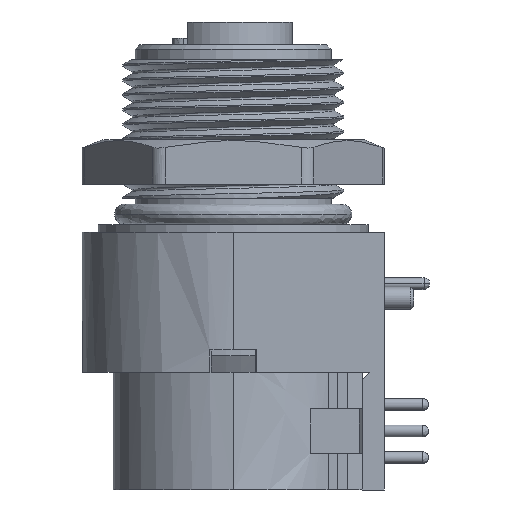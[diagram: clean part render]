
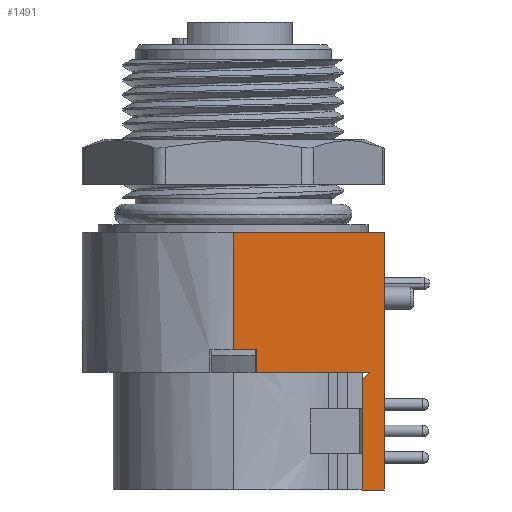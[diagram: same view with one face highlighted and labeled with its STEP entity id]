
A CAD part, left-side view. The second image highlights one B-rep face of the part: STEP entity #1491.
In plain terms, the highlighted free-form (B-spline) face has degree [1, 1] with [2, 2] control points.
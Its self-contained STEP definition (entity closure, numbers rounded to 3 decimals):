
#197 = CARTESIAN_POINT ( 'NONE',  ( -10.25, -1.6, -22.25 ) ) ;
#226 = CARTESIAN_POINT ( 'NONE',  ( -10.25, 0., -22.25 ) ) ;
#501 = LINE ( 'NONE', #8961, #6927 ) ;
#556 = DIRECTION ( 'NONE',  ( 0., 0., -1. ) ) ;
#985 = DIRECTION ( 'NONE',  ( 0., -0.707, 0.707 ) ) ;
#1211 = EDGE_LOOP ( 'NONE', ( #22527, #2958, #23322, #15653, #7512, #18391, #8021, #15410, #20494 ) ) ;
#1471 = VERTEX_POINT ( 'NONE', #226 ) ;
#1491 = ADVANCED_FACE ( 'NONE', ( #10632 ), #25800, .F. ) ;
#1690 = CARTESIAN_POINT ( 'NONE',  ( -10.25, -8.75, -24.25 ) ) ;
#1950 = DIRECTION ( 'NONE',  ( 0., 1., 0. ) ) ;
#1984 = VERTEX_POINT ( 'NONE', #15312 ) ;
#2069 = VECTOR ( 'NONE', #5685, 1000. ) ;
#2676 = CARTESIAN_POINT ( 'NONE',  ( -10.25, -10.25, -31.75 ) ) ;
#2958 = ORIENTED_EDGE ( 'NONE', *, *, #5084, .T. ) ;
#3749 = DIRECTION ( 'NONE',  ( 0., 1., 0. ) ) ;
#4034 = EDGE_CURVE ( 'NONE', #1984, #1471, #6659, .T. ) ;
#4299 = VECTOR ( 'NONE', #19949, 1000. ) ;
#4304 = LINE ( 'NONE', #12772, #6453 ) ;
#4352 = VERTEX_POINT ( 'NONE', #18482 ) ;
#4564 = CARTESIAN_POINT ( 'NONE',  ( -10.25, 0., -14.25 ) ) ;
#5084 = EDGE_CURVE ( 'NONE', #19608, #1984, #501, .T. ) ;
#5595 = EDGE_CURVE ( 'NONE', #26109, #14914, #7758, .T. ) ;
#5685 = DIRECTION ( 'NONE',  ( 0., 0., 1. ) ) ;
#5691 = EDGE_CURVE ( 'NONE', #4352, #21297, #25242, .T. ) ;
#5826 = LINE ( 'NONE', #22761, #27303 ) ;
#6453 = VECTOR ( 'NONE', #1950, 1000. ) ;
#6607 = EDGE_CURVE ( 'NONE', #14342, #4352, #19616, .T. ) ;
#6659 = LINE ( 'NONE', #4564, #13139 ) ;
#6866 = CARTESIAN_POINT ( 'NONE',  ( -10.25, -10.455, -13.9 ) ) ;
#6927 = VECTOR ( 'NONE', #27080, 1000. ) ;
#7512 = ORIENTED_EDGE ( 'NONE', *, *, #5691, .F. ) ;
#7758 = LINE ( 'NONE', #24697, #2069 ) ;
#8021 = ORIENTED_EDGE ( 'NONE', *, *, #20898, .F. ) ;
#8961 = CARTESIAN_POINT ( 'NONE',  ( -10.25, -10.25, -14.25 ) ) ;
#10520 = CARTESIAN_POINT ( 'NONE',  ( -10.25, -9.25, -23.75 ) ) ;
#10632 = FACE_OUTER_BOUND ( 'NONE', #1211, .T. ) ;
#10799 = CARTESIAN_POINT ( 'NONE',  ( -10.25, -1.6, -23.75 ) ) ;
#11017 = DIRECTION ( 'NONE',  ( 0., 1., 0. ) ) ;
#11776 = VECTOR ( 'NONE', #11017, 1000. ) ;
#11868 = EDGE_CURVE ( 'NONE', #21297, #1471, #4304, .T. ) ;
#12772 = CARTESIAN_POINT ( 'NONE',  ( -10.25, -1.6, -22.25 ) ) ;
#12960 = CARTESIAN_POINT ( 'NONE',  ( -10.25, -9.25, -23.75 ) ) ;
#12983 = CARTESIAN_POINT ( 'NONE',  ( -10.25, -10.455, -32.1 ) ) ;
#13139 = VECTOR ( 'NONE', #556, 1000. ) ;
#14342 = VERTEX_POINT ( 'NONE', #10520 ) ;
#14391 = EDGE_CURVE ( 'NONE', #25906, #19608, #21463, .T. ) ;
#14565 = DIRECTION ( 'NONE',  ( 0., 0., 1. ) ) ;
#14914 = VERTEX_POINT ( 'NONE', #1690 ) ;
#15312 = CARTESIAN_POINT ( 'NONE',  ( -10.25, 0., -14.25 ) ) ;
#15410 = ORIENTED_EDGE ( 'NONE', *, *, #5595, .F. ) ;
#15653 = ORIENTED_EDGE ( 'NONE', *, *, #11868, .F. ) ;
#17161 = CARTESIAN_POINT ( 'NONE',  ( -10.25, 0.205, -13.9 ) ) ;
#18391 = ORIENTED_EDGE ( 'NONE', *, *, #6607, .F. ) ;
#18482 = CARTESIAN_POINT ( 'NONE',  ( -10.25, -1.6, -23.75 ) ) ;
#19003 = VECTOR ( 'NONE', #985, 1000. ) ;
#19227 = CARTESIAN_POINT ( 'NONE',  ( -10.25, 0.205, -32.1 ) ) ;
#19608 = VERTEX_POINT ( 'NONE', #21277 ) ;
#19616 = LINE ( 'NONE', #12960, #11776 ) ;
#19949 = DIRECTION ( 'NONE',  ( 0., 0., 1. ) ) ;
#20494 = ORIENTED_EDGE ( 'NONE', *, *, #26243, .F. ) ;
#20898 = EDGE_CURVE ( 'NONE', #14914, #14342, #24548, .T. ) ;
#21277 = CARTESIAN_POINT ( 'NONE',  ( -10.25, -10.25, -14.25 ) ) ;
#21297 = VERTEX_POINT ( 'NONE', #197 ) ;
#21463 = LINE ( 'NONE', #26316, #4299 ) ;
#22096 = CARTESIAN_POINT ( 'NONE',  ( -10.25, -8.75, -31.75 ) ) ;
#22208 = CARTESIAN_POINT ( 'NONE',  ( -10.25, -8.75, -24.25 ) ) ;
#22455 = VECTOR ( 'NONE', #14565, 1000. ) ;
#22527 = ORIENTED_EDGE ( 'NONE', *, *, #14391, .T. ) ;
#22761 = CARTESIAN_POINT ( 'NONE',  ( -10.25, -10.25, -31.75 ) ) ;
#23322 = ORIENTED_EDGE ( 'NONE', *, *, #4034, .T. ) ;
#24548 = LINE ( 'NONE', #22208, #19003 ) ;
#24697 = CARTESIAN_POINT ( 'NONE',  ( -10.25, -8.75, -31.75 ) ) ;
#25242 = LINE ( 'NONE', #10799, #22455 ) ;
#25800 = B_SPLINE_SURFACE_WITH_KNOTS ( 'NONE', 1, 1, ( 
 ( #17161, #19227 ),
 ( #6866, #12983 ) ),
 .UNSPECIFIED., .F., .F., .F.,
 ( 2, 2 ),
 ( 2, 2 ),
 ( -5.33, 5.33 ),
 ( -5.1, 13.1 ),
 .UNSPECIFIED. ) ;
#25906 = VERTEX_POINT ( 'NONE', #2676 ) ;
#26109 = VERTEX_POINT ( 'NONE', #22096 ) ;
#26243 = EDGE_CURVE ( 'NONE', #25906, #26109, #5826, .T. ) ;
#26316 = CARTESIAN_POINT ( 'NONE',  ( -10.25, -10.25, -31.75 ) ) ;
#27080 = DIRECTION ( 'NONE',  ( 0., 1., 0. ) ) ;
#27303 = VECTOR ( 'NONE', #3749, 1000. ) ;
